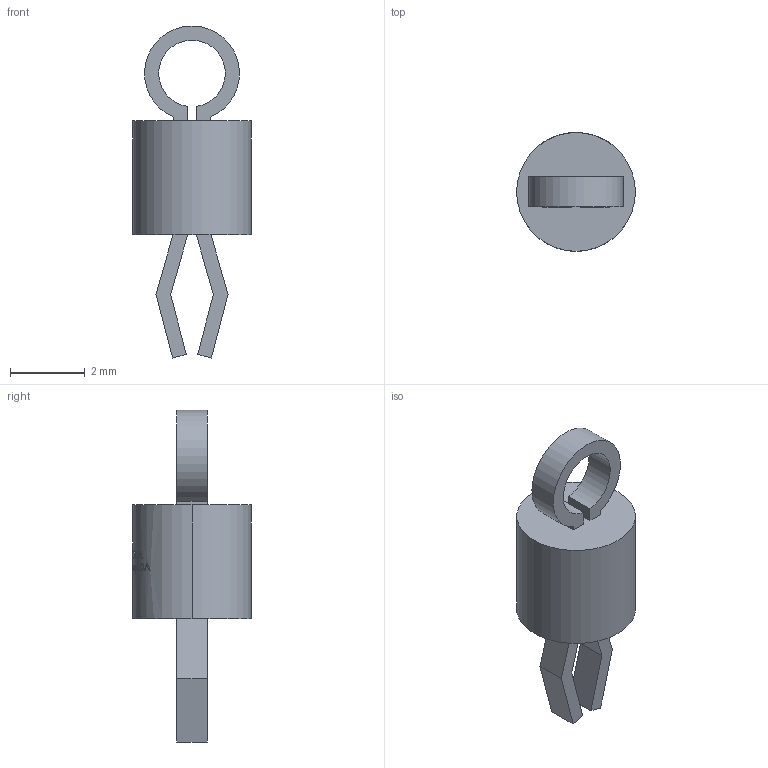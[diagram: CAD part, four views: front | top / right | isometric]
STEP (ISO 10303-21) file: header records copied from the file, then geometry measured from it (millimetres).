
FILE_DESCRIPTION (( 'STEP AP214' ), '1' );
FILE_NAME ('TEST-TH_BD3.18-P1.93.step', '2022-07-05T11:02:11', ( '' ), ( '' ), 'SwSTEP 2.0', 'SolidWorks 2020', '' );
FILE_SCHEMA (( 'AUTOMOTIVE_DESIGN' ));
Length unit declared in the file: millimetre
Products named in the file (1): TEST-TH_BD3.18-P1.93
Bounding box: 3.18 x 3.18 x 8.89 mm (x, y, z)
Volume: 28.3 mm3; surface area: 77.6 mm2
Topology: 1 solids, 1 shells, 250 faces, 681 edges, 454 vertices
Faces by surface type: plane 129, bspline 98, cylinder 23
Entity records: 12278 total; most frequent: CARTESIAN_POINT 4592, ORIENTED_EDGE 1362, EDGE_CURVE 681, DIRECTION 585, VERTEX_POINT 454, EDGE_LOOP 273, LINE 263, VECTOR 263
